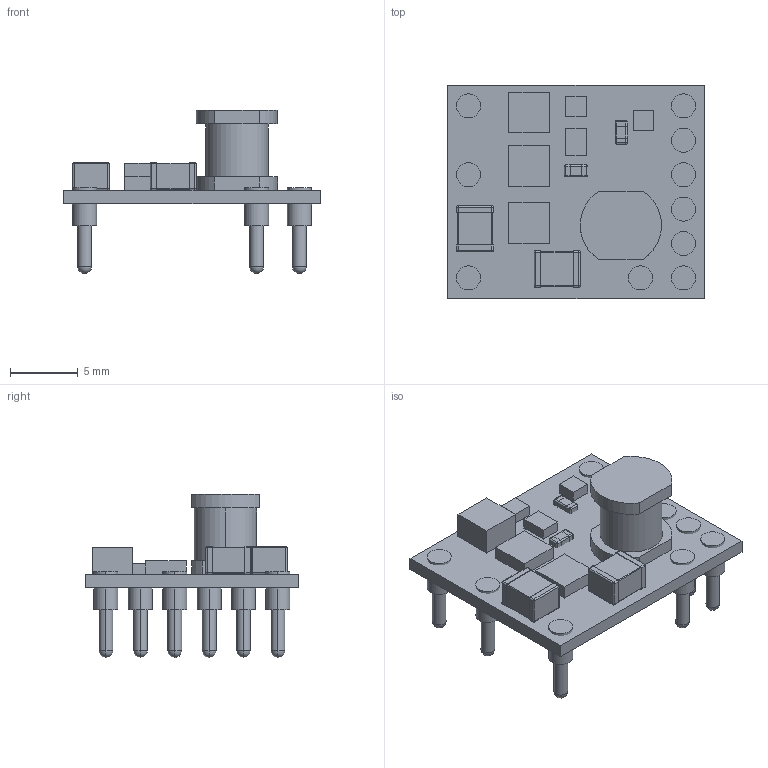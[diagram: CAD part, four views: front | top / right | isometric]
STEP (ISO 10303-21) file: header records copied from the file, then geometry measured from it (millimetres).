
FILE_DESCRIPTION((''),'2;1');
FILE_NAME('TEXAS_ECL (R-PDSS-T10).stp','2010-02-03T13:47:45',(''),(''),'Mechanical Desktop 2010','Mechanical Desktop 2010',', , ');
FILE_SCHEMA(('AUTOMOTIVE_DESIGN { 1 2 10303 214 1 1 1 1 }'));
Length unit declared in the file: millimetre
Products named in the file (1): Product
Bounding box: 18.92 x 15.75 x 12.05 mm (x, y, z)
Volume: 592.3 mm3; surface area: 1502.5 mm2
Topology: 42 solids, 42 shells, 332 faces, 690 edges, 390 vertices
Faces by surface type: plane 154, cylinder 126, sphere 52
Entity records: 8385 total; most frequent: DIRECTION 1576, CARTESIAN_POINT 1361, ORIENTED_EDGE 1276, EDGE_CURVE 638, AXIS2_PLACEMENT_3D 605, VERTEX_POINT 390, VECTOR 366, LINE 366
